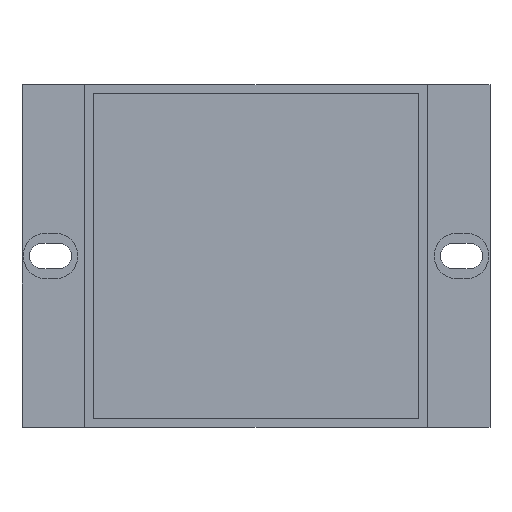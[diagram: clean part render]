
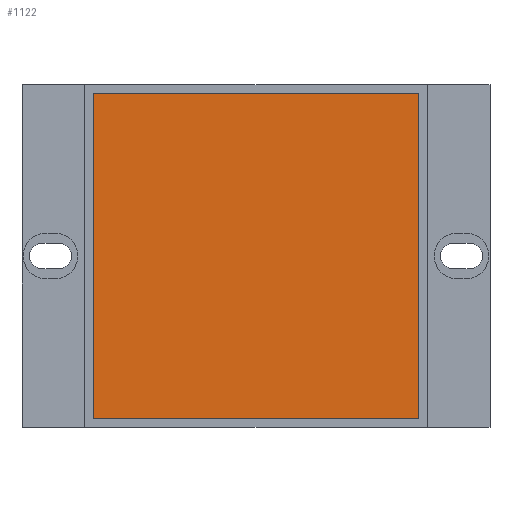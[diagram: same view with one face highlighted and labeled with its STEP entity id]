
A CAD part, top view. The second image highlights one B-rep face of the part: STEP entity #1122.
In plain terms, the highlighted planar face has unit normal (0, 0, 1).
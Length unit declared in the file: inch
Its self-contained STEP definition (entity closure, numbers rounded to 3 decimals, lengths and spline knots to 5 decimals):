
#4 = VECTOR ( 'NONE', #872, 39.37008 ) ;
#49 = CARTESIAN_POINT ( 'NONE',  ( -1.12205, -1.12205, 0.28346 ) ) ;
#56 = EDGE_CURVE ( 'NONE', #1015, #170, #286, .T. ) ;
#61 = EDGE_LOOP ( 'NONE', ( #512, #1182, #1043, #807 ) ) ;
#67 = VERTEX_POINT ( 'NONE', #739 ) ;
#127 = LINE ( 'NONE', #876, #801 ) ;
#139 = DIRECTION ( 'NONE',  ( 0., 0., 1. ) ) ;
#156 = DIRECTION ( 'NONE',  ( 0., 1., 0. ) ) ;
#170 = VERTEX_POINT ( 'NONE', #455 ) ;
#196 = VECTOR ( 'NONE', #156, 39.37008 ) ;
#221 = CARTESIAN_POINT ( 'NONE',  ( 1.12205, -1.12205, 0.28346 ) ) ;
#222 = FACE_OUTER_BOUND ( 'NONE', #61, .T. ) ;
#286 = LINE ( 'NONE', #320, #196 ) ;
#299 = CARTESIAN_POINT ( 'NONE',  ( -1.12205, -1.12205, 0.28346 ) ) ;
#320 = CARTESIAN_POINT ( 'NONE',  ( -1.12205, 1.12205, 0.28346 ) ) ;
#431 = VECTOR ( 'NONE', #1171, 39.37008 ) ;
#438 = VERTEX_POINT ( 'NONE', #221 ) ;
#455 = CARTESIAN_POINT ( 'NONE',  ( -1.12205, 1.12205, 0.28346 ) ) ;
#499 = LINE ( 'NONE', #49, #4 ) ;
#512 = ORIENTED_EDGE ( 'NONE', *, *, #56, .F. ) ;
#539 = CARTESIAN_POINT ( 'NONE',  ( 1.12205, -1.12205, 0.28346 ) ) ;
#707 = CARTESIAN_POINT ( 'NONE',  ( 0., 0., 0.28346 ) ) ;
#739 = CARTESIAN_POINT ( 'NONE',  ( 1.12205, 1.12205, 0.28346 ) ) ;
#772 = EDGE_CURVE ( 'NONE', #67, #438, #858, .T. ) ;
#782 = DIRECTION ( 'NONE',  ( 1., 0., 0. ) ) ;
#801 = VECTOR ( 'NONE', #869, 39.37008 ) ;
#807 = ORIENTED_EDGE ( 'NONE', *, *, #1185, .F. ) ;
#823 = AXIS2_PLACEMENT_3D ( 'NONE', #707, #139, #782 ) ;
#858 = LINE ( 'NONE', #539, #431 ) ;
#869 = DIRECTION ( 'NONE',  ( 1., 0., 0. ) ) ;
#872 = DIRECTION ( 'NONE',  ( -1., 0., 0. ) ) ;
#876 = CARTESIAN_POINT ( 'NONE',  ( 1.12205, 1.12205, 0.28346 ) ) ;
#1015 = VERTEX_POINT ( 'NONE', #299 ) ;
#1043 = ORIENTED_EDGE ( 'NONE', *, *, #772, .F. ) ;
#1102 = EDGE_CURVE ( 'NONE', #438, #1015, #499, .T. ) ;
#1122 = ADVANCED_FACE ( 'NONE', ( #222 ), #1163, .T. ) ;
#1163 = PLANE ( 'NONE',  #823 ) ;
#1171 = DIRECTION ( 'NONE',  ( 0., -1., 0. ) ) ;
#1182 = ORIENTED_EDGE ( 'NONE', *, *, #1102, .F. ) ;
#1185 = EDGE_CURVE ( 'NONE', #170, #67, #127, .T. ) ;
